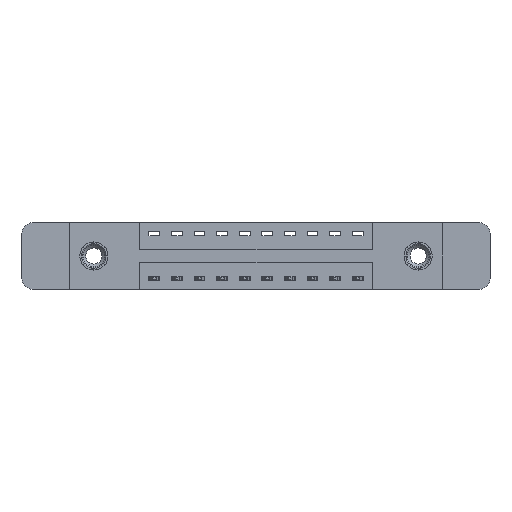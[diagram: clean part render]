
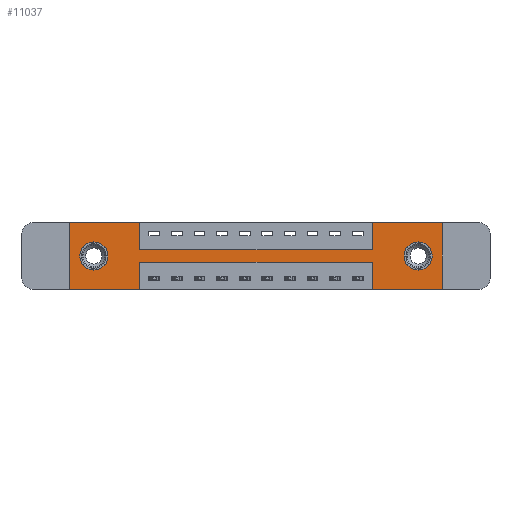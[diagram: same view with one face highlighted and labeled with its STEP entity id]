
A CAD part, front view. The second image highlights one B-rep face of the part: STEP entity #11037.
In plain terms, the highlighted planar face has unit normal (0, -1, 0).
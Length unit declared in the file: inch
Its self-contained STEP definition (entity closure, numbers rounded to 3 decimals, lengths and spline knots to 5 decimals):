
#29 = DIRECTION ( 'NONE',  ( 0., 1., 0. ) ) ;
#147 = DIRECTION ( 'NONE',  ( -1., 0., 0. ) ) ;
#149 = DIRECTION ( 'NONE',  ( 0., 1., 0. ) ) ;
#228 = CARTESIAN_POINT ( 'NONE',  ( 0., 0., -0.37 ) ) ;
#349 = DIRECTION ( 'NONE',  ( -1., 0., 0. ) ) ;
#367 = LINE ( 'NONE', #2733, #12352 ) ;
#574 = CARTESIAN_POINT ( 'NONE',  ( 1.6725, 0., 0. ) ) ;
#688 = DIRECTION ( 'NONE',  ( 0., 0., -1. ) ) ;
#969 = EDGE_CURVE ( 'NONE', #6023, #15326, #367, .T. ) ;
#974 = VERTEX_POINT ( 'NONE', #15229 ) ;
#1005 = VECTOR ( 'NONE', #4139, 39.37008 ) ;
#1088 = LINE ( 'NONE', #228, #10871 ) ;
#1291 = VERTEX_POINT ( 'NONE', #4741 ) ;
#1303 = CARTESIAN_POINT ( 'NONE',  ( 2.06, 0., 0. ) ) ;
#1572 = CARTESIAN_POINT ( 'NONE',  ( 1.9275, 0., -0.185 ) ) ;
#1695 = LINE ( 'NONE', #8947, #3822 ) ;
#1703 = CARTESIAN_POINT ( 'NONE',  ( 0.1325, 0., -0.185 ) ) ;
#1976 = FACE_BOUND ( 'NONE', #7574, .T. ) ;
#2142 = DIRECTION ( 'NONE',  ( 0., 0., -1. ) ) ;
#2284 = CIRCLE ( 'NONE', #12471, 0.078 ) ;
#2364 = EDGE_CURVE ( 'NONE', #11762, #974, #4327, .T. ) ;
#2529 = EDGE_CURVE ( 'NONE', #8468, #11762, #4145, .T. ) ;
#2597 = VERTEX_POINT ( 'NONE', #3826 ) ;
#2657 = DIRECTION ( 'NONE',  ( -1., 0., 0. ) ) ;
#2719 = CARTESIAN_POINT ( 'NONE',  ( 0.3875, 0., -0.22 ) ) ;
#2727 = LINE ( 'NONE', #6641, #15328 ) ;
#2730 = CARTESIAN_POINT ( 'NONE',  ( 0.1325, 0., -0.263 ) ) ;
#2733 = CARTESIAN_POINT ( 'NONE',  ( 1.6725, 0., -0.37 ) ) ;
#2990 = CIRCLE ( 'NONE', #12147, 0.078 ) ;
#3105 = FACE_OUTER_BOUND ( 'NONE', #11578, .T. ) ;
#3314 = CARTESIAN_POINT ( 'NONE',  ( 0., 0., 0. ) ) ;
#3365 = VERTEX_POINT ( 'NONE', #13403 ) ;
#3407 = CARTESIAN_POINT ( 'NONE',  ( 1.9275, 0., -0.107 ) ) ;
#3421 = VERTEX_POINT ( 'NONE', #11295 ) ;
#3755 = VECTOR ( 'NONE', #3913, 39.37008 ) ;
#3822 = VECTOR ( 'NONE', #11746, 39.37008 ) ;
#3826 = CARTESIAN_POINT ( 'NONE',  ( 2.06, 0., -0.37 ) ) ;
#3854 = DIRECTION ( 'NONE',  ( 0., 0., 1. ) ) ;
#3913 = DIRECTION ( 'NONE',  ( 1., 0., 0. ) ) ;
#3987 = ORIENTED_EDGE ( 'NONE', *, *, #10303, .F. ) ;
#4111 = DIRECTION ( 'NONE',  ( 0., 0., 1. ) ) ;
#4122 = VECTOR ( 'NONE', #8485, 39.37008 ) ;
#4126 = ORIENTED_EDGE ( 'NONE', *, *, #969, .F. ) ;
#4139 = DIRECTION ( 'NONE',  ( 0., 0., -1. ) ) ;
#4145 = LINE ( 'NONE', #5965, #4122 ) ;
#4216 = LINE ( 'NONE', #9119, #1005 ) ;
#4265 = VERTEX_POINT ( 'NONE', #2730 ) ;
#4327 = LINE ( 'NONE', #574, #7524 ) ;
#4390 = ORIENTED_EDGE ( 'NONE', *, *, #16078, .T. ) ;
#4585 = DIRECTION ( 'NONE',  ( 0., 0., -1. ) ) ;
#4716 = CARTESIAN_POINT ( 'NONE',  ( 1.6725, 0., -0.22 ) ) ;
#4740 = EDGE_CURVE ( 'NONE', #5448, #14963, #10378, .T. ) ;
#4741 = CARTESIAN_POINT ( 'NONE',  ( 1.9275, 0., -0.263 ) ) ;
#4766 = ORIENTED_EDGE ( 'NONE', *, *, #11715, .T. ) ;
#4851 = DIRECTION ( 'NONE',  ( 0., 1., 0. ) ) ;
#5057 = DIRECTION ( 'NONE',  ( 0., 0., 1. ) ) ;
#5096 = VECTOR ( 'NONE', #2657, 39.37008 ) ;
#5181 = LINE ( 'NONE', #2719, #14244 ) ;
#5189 = CARTESIAN_POINT ( 'NONE',  ( 0.1325, 0., -0.107 ) ) ;
#5263 = CARTESIAN_POINT ( 'NONE',  ( 0.3875, 0., -0.15 ) ) ;
#5307 = CARTESIAN_POINT ( 'NONE',  ( 0., 0., 0. ) ) ;
#5448 = VERTEX_POINT ( 'NONE', #3314 ) ;
#5509 = ORIENTED_EDGE ( 'NONE', *, *, #14229, .F. ) ;
#5683 = VERTEX_POINT ( 'NONE', #1303 ) ;
#5724 = CARTESIAN_POINT ( 'NONE',  ( 0.3875, 0., -0.37 ) ) ;
#5777 = ORIENTED_EDGE ( 'NONE', *, *, #14379, .F. ) ;
#5965 = CARTESIAN_POINT ( 'NONE',  ( 0.3875, 0., -0.15 ) ) ;
#6023 = VERTEX_POINT ( 'NONE', #7054 ) ;
#6046 = EDGE_CURVE ( 'NONE', #13688, #1291, #14782, .T. ) ;
#6359 = EDGE_LOOP ( 'NONE', ( #10480, #4390 ) ) ;
#6363 = CIRCLE ( 'NONE', #6613, 0.078 ) ;
#6606 = CARTESIAN_POINT ( 'NONE',  ( 0., 0., 0. ) ) ;
#6613 = AXIS2_PLACEMENT_3D ( 'NONE', #14816, #4851, #3854 ) ;
#6641 = CARTESIAN_POINT ( 'NONE',  ( 0., 0., 0. ) ) ;
#6716 = ORIENTED_EDGE ( 'NONE', *, *, #11244, .F. ) ;
#6740 = ORIENTED_EDGE ( 'NONE', *, *, #9546, .F. ) ;
#7054 = CARTESIAN_POINT ( 'NONE',  ( 1.6725, 0., -0.37 ) ) ;
#7499 = ORIENTED_EDGE ( 'NONE', *, *, #10774, .T. ) ;
#7524 = VECTOR ( 'NONE', #15684, 39.37008 ) ;
#7574 = EDGE_LOOP ( 'NONE', ( #4766, #7499 ) ) ;
#7596 = LINE ( 'NONE', #6606, #3755 ) ;
#7714 = DIRECTION ( 'NONE',  ( 0., 0., 1. ) ) ;
#7797 = CARTESIAN_POINT ( 'NONE',  ( 0.3875, 0., -0.37 ) ) ;
#8098 = DIRECTION ( 'NONE',  ( 0., -1., 0. ) ) ;
#8468 = VERTEX_POINT ( 'NONE', #5263 ) ;
#8485 = DIRECTION ( 'NONE',  ( 1., 0., 0. ) ) ;
#8523 = EDGE_CURVE ( 'NONE', #15326, #3365, #5181, .T. ) ;
#8674 = ORIENTED_EDGE ( 'NONE', *, *, #2364, .F. ) ;
#8947 = CARTESIAN_POINT ( 'NONE',  ( 0.3875, 0., 0. ) ) ;
#9076 = EDGE_CURVE ( 'NONE', #14963, #8468, #1695, .T. ) ;
#9119 = CARTESIAN_POINT ( 'NONE',  ( 2.06, 0., 0. ) ) ;
#9462 = VERTEX_POINT ( 'NONE', #5189 ) ;
#9546 = EDGE_CURVE ( 'NONE', #3421, #5448, #2727, .T. ) ;
#9808 = VECTOR ( 'NONE', #688, 39.37008 ) ;
#10090 = AXIS2_PLACEMENT_3D ( 'NONE', #1572, #29, #12474 ) ;
#10303 = EDGE_CURVE ( 'NONE', #5683, #2597, #4216, .T. ) ;
#10378 = LINE ( 'NONE', #5307, #10704 ) ;
#10480 = ORIENTED_EDGE ( 'NONE', *, *, #6046, .T. ) ;
#10704 = VECTOR ( 'NONE', #11687, 39.37008 ) ;
#10737 = ORIENTED_EDGE ( 'NONE', *, *, #8523, .F. ) ;
#10774 = EDGE_CURVE ( 'NONE', #4265, #9462, #6363, .T. ) ;
#10871 = VECTOR ( 'NONE', #147, 39.37008 ) ;
#11037 = ADVANCED_FACE ( 'NONE', ( #13410, #1976, #3105 ), #14639, .T. ) ;
#11244 = EDGE_CURVE ( 'NONE', #974, #5683, #7596, .T. ) ;
#11295 = CARTESIAN_POINT ( 'NONE',  ( 0., 0., -0.37 ) ) ;
#11486 = CARTESIAN_POINT ( 'NONE',  ( 0., 0., -0.37 ) ) ;
#11578 = EDGE_LOOP ( 'NONE', ( #5777, #10737, #4126, #14285, #3987, #6716, #8674, #12533, #15234, #14958, #6740, #5509 ) ) ;
#11687 = DIRECTION ( 'NONE',  ( 1., 0., 0. ) ) ;
#11715 = EDGE_CURVE ( 'NONE', #9462, #4265, #2990, .T. ) ;
#11746 = DIRECTION ( 'NONE',  ( 0., 0., -1. ) ) ;
#11762 = VERTEX_POINT ( 'NONE', #15095 ) ;
#11863 = CARTESIAN_POINT ( 'NONE',  ( 0., 0., -0.37 ) ) ;
#12147 = AXIS2_PLACEMENT_3D ( 'NONE', #1703, #149, #5057 ) ;
#12352 = VECTOR ( 'NONE', #7714, 39.37008 ) ;
#12471 = AXIS2_PLACEMENT_3D ( 'NONE', #13336, #13501, #2142 ) ;
#12474 = DIRECTION ( 'NONE',  ( 0., 0., -1. ) ) ;
#12533 = ORIENTED_EDGE ( 'NONE', *, *, #2529, .F. ) ;
#13043 = VERTEX_POINT ( 'NONE', #5724 ) ;
#13336 = CARTESIAN_POINT ( 'NONE',  ( 1.9275, 0., -0.185 ) ) ;
#13403 = CARTESIAN_POINT ( 'NONE',  ( 0.3875, 0., -0.22 ) ) ;
#13410 = FACE_BOUND ( 'NONE', #6359, .T. ) ;
#13497 = CARTESIAN_POINT ( 'NONE',  ( 0.3875, 0., 0. ) ) ;
#13501 = DIRECTION ( 'NONE',  ( 0., 1., 0. ) ) ;
#13688 = VERTEX_POINT ( 'NONE', #3407 ) ;
#14011 = LINE ( 'NONE', #11486, #5096 ) ;
#14170 = LINE ( 'NONE', #7797, #9808 ) ;
#14229 = EDGE_CURVE ( 'NONE', #13043, #3421, #14011, .T. ) ;
#14244 = VECTOR ( 'NONE', #349, 39.37008 ) ;
#14285 = ORIENTED_EDGE ( 'NONE', *, *, #15044, .F. ) ;
#14379 = EDGE_CURVE ( 'NONE', #3365, #13043, #14170, .T. ) ;
#14639 = PLANE ( 'NONE',  #14717 ) ;
#14717 = AXIS2_PLACEMENT_3D ( 'NONE', #11863, #8098, #4585 ) ;
#14782 = CIRCLE ( 'NONE', #10090, 0.078 ) ;
#14816 = CARTESIAN_POINT ( 'NONE',  ( 0.1325, 0., -0.185 ) ) ;
#14958 = ORIENTED_EDGE ( 'NONE', *, *, #4740, .F. ) ;
#14963 = VERTEX_POINT ( 'NONE', #13497 ) ;
#15044 = EDGE_CURVE ( 'NONE', #2597, #6023, #1088, .T. ) ;
#15095 = CARTESIAN_POINT ( 'NONE',  ( 1.6725, 0., -0.15 ) ) ;
#15229 = CARTESIAN_POINT ( 'NONE',  ( 1.6725, 0., 0. ) ) ;
#15234 = ORIENTED_EDGE ( 'NONE', *, *, #9076, .F. ) ;
#15326 = VERTEX_POINT ( 'NONE', #4716 ) ;
#15328 = VECTOR ( 'NONE', #4111, 39.37008 ) ;
#15684 = DIRECTION ( 'NONE',  ( 0., 0., 1. ) ) ;
#16078 = EDGE_CURVE ( 'NONE', #1291, #13688, #2284, .T. ) ;
